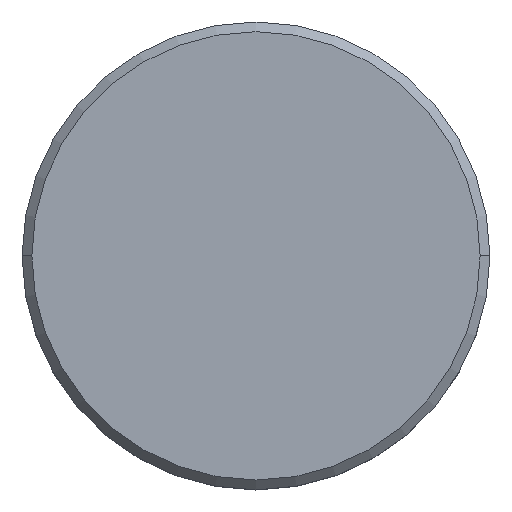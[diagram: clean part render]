
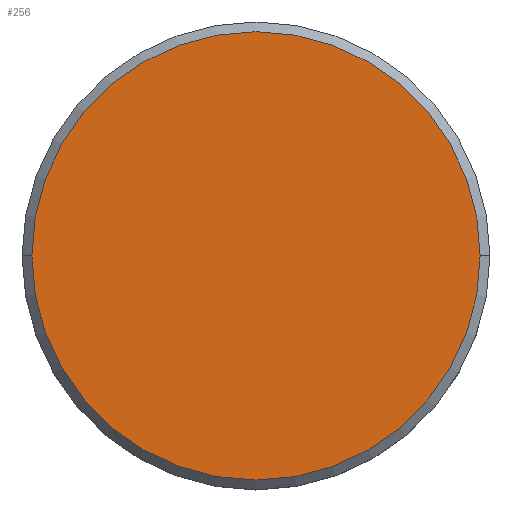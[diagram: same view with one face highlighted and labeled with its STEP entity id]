
A CAD part, top view. The second image highlights one B-rep face of the part: STEP entity #256.
In plain terms, the highlighted planar face has unit normal (0, 0, 1).
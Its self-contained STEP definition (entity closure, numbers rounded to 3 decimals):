
#27 = EDGE_LOOP ( 'NONE', ( #332, #39 ) ) ;
#39 = ORIENTED_EDGE ( 'NONE', *, *, #146, .T. ) ;
#101 = DIRECTION ( 'NONE',  ( 1., 0., 0. ) ) ;
#141 = AXIS2_PLACEMENT_3D ( 'NONE', #182, #318, #361 ) ;
#146 = EDGE_CURVE ( 'NONE', #180, #508, #351, .T. ) ;
#180 = VERTEX_POINT ( 'NONE', #266 ) ;
#181 = AXIS2_PLACEMENT_3D ( 'NONE', #597, #363, #101 ) ;
#182 = CARTESIAN_POINT ( 'NONE',  ( 0., 0., 0. ) ) ;
#196 = PLANE ( 'NONE',  #181 ) ;
#221 = CARTESIAN_POINT ( 'NONE',  ( 0., 0., 0. ) ) ;
#256 = ADVANCED_FACE ( 'NONE', ( #460 ), #196, .T. ) ;
#266 = CARTESIAN_POINT ( 'NONE',  ( 11.5, 0., 0. ) ) ;
#268 = DIRECTION ( 'NONE',  ( 1., 0., 0. ) ) ;
#297 = CIRCLE ( 'NONE', #141, 11.5 ) ;
#315 = AXIS2_PLACEMENT_3D ( 'NONE', #221, #358, #268 ) ;
#318 = DIRECTION ( 'NONE',  ( 0., 0., 1. ) ) ;
#332 = ORIENTED_EDGE ( 'NONE', *, *, #463, .T. ) ;
#333 = CARTESIAN_POINT ( 'NONE',  ( -11.5, 0., 0. ) ) ;
#351 = CIRCLE ( 'NONE', #315, 11.5 ) ;
#358 = DIRECTION ( 'NONE',  ( 0., 0., 1. ) ) ;
#361 = DIRECTION ( 'NONE',  ( 1., 0., 0. ) ) ;
#363 = DIRECTION ( 'NONE',  ( 0., 0., 1. ) ) ;
#460 = FACE_OUTER_BOUND ( 'NONE', #27, .T. ) ;
#463 = EDGE_CURVE ( 'NONE', #508, #180, #297, .T. ) ;
#508 = VERTEX_POINT ( 'NONE', #333 ) ;
#597 = CARTESIAN_POINT ( 'NONE',  ( 0., 0., 0. ) ) ;
